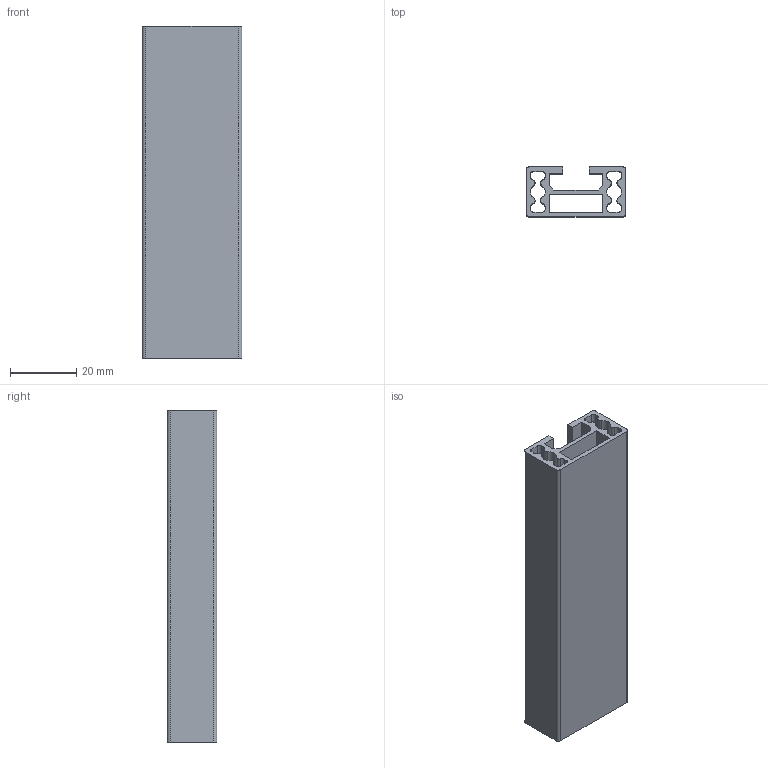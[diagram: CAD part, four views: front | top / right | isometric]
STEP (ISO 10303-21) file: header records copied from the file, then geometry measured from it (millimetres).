
FILE_DESCRIPTION(('Creo Elements/Direct Modeling STEP Export'),'2;1');
FILE_NAME('33.0030.1_Rechteckprofil-MMS-33_15x30mm-1seitig-geschl..stp','2022-03-18T13:57:03',(''),(''),'PTC Creo Elements/Direct Modeling STEP processor for AP214 (Solid Model)','PTC Creo Elements/Direct Modeling 19.0C 15-Aug-2015 (C) Parametric Technology GmbH','');
FILE_SCHEMA(('AUTOMOTIVE_DESIGN { 1 0 10303 214 1 1 1 1 }'));
Length unit declared in the file: millimetre
Products named in the file (2): Rechteckprofil-MMS-33_15x30mm-1seitig-geschl._33.0030.1_PX175908
Assembly tree (1 placements, depth 2):
  Rechteckprofil-MMS-33_15x30mm-1seitig-geschl._33.0030.1_PX175908
    Rechteckprofil-MMS-33_15x30mm-1seitig-geschl._33.0030.1_PX175908
Bounding box: 30 x 15 x 100 mm (x, y, z)
Volume: 18370.3 mm3; surface area: 23530.3 mm2
Topology: 1 solids, 1 shells, 64 faces, 186 edges, 124 vertices
Faces by surface type: plane 32, cylinder 32
Entity records: 2191 total; most frequent: DIRECTION 382, CARTESIAN_POINT 376, ORIENTED_EDGE 372, EDGE_CURVE 186, AXIS2_PLACEMENT_3D 130, VERTEX_POINT 124, VECTOR 122, LINE 122
